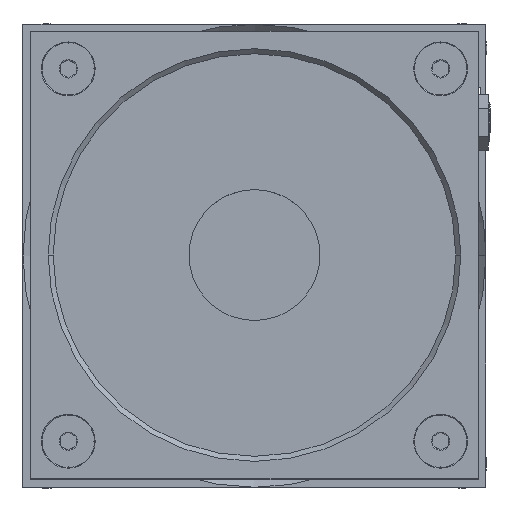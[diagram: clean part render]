
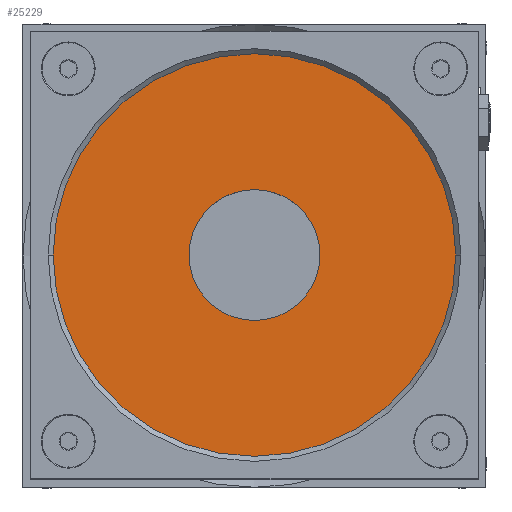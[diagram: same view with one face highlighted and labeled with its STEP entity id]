
A CAD part, top view. The second image highlights one B-rep face of the part: STEP entity #25229.
In plain terms, the highlighted planar face has unit normal (0, 0, 1).
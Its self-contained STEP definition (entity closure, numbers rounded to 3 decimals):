
#2954 = AXIS2_PLACEMENT_3D ( 'NONE', #109352, #54629, #62242 ) ;
#7178 = EDGE_CURVE ( 'NONE', #76255, #57513, #7220, .T. ) ;
#7220 = CIRCLE ( 'NONE', #95959, 40. ) ;
#9110 = DIRECTION ( 'NONE',  ( 0., 0., 1. ) ) ;
#9446 = DIRECTION ( 'NONE',  ( 0., 0., 1. ) ) ;
#10077 = CIRCLE ( 'NONE', #79043, 13.005 ) ;
#11776 = VERTEX_POINT ( 'NONE', #35216 ) ;
#17859 = DIRECTION ( 'NONE',  ( 1., 0., 0. ) ) ;
#25229 = ADVANCED_FACE ( 'NONE', ( #34178, #58459 ), #36336, .T. ) ;
#25433 = DIRECTION ( 'NONE',  ( 0., 0., 1. ) ) ;
#28186 = CARTESIAN_POINT ( 'NONE',  ( 13.808, 26.937, 171.635 ) ) ;
#29657 = EDGE_CURVE ( 'NONE', #11776, #79586, #10077, .T. ) ;
#34178 = FACE_BOUND ( 'NONE', #52441, .T. ) ;
#35001 = DIRECTION ( 'NONE',  ( 1., 0., 0. ) ) ;
#35216 = CARTESIAN_POINT ( 'NONE',  ( 0.803, 26.937, 171.635 ) ) ;
#36336 = PLANE ( 'NONE',  #2954 ) ;
#37032 = EDGE_CURVE ( 'NONE', #79586, #11776, #101854, .T. ) ;
#41107 = ORIENTED_EDGE ( 'NONE', *, *, #29657, .F. ) ;
#41461 = DIRECTION ( 'NONE',  ( 1., 0., 0. ) ) ;
#43030 = AXIS2_PLACEMENT_3D ( 'NONE', #28186, #9110, #17859 ) ;
#44273 = ORIENTED_EDGE ( 'NONE', *, *, #37032, .F. ) ;
#46010 = AXIS2_PLACEMENT_3D ( 'NONE', #110357, #9446, #81537 ) ;
#52441 = EDGE_LOOP ( 'NONE', ( #41107, #44273 ) ) ;
#53334 = CARTESIAN_POINT ( 'NONE',  ( 53.808, 26.937, 171.635 ) ) ;
#54629 = DIRECTION ( 'NONE',  ( 0., 0., 1. ) ) ;
#57513 = VERTEX_POINT ( 'NONE', #99493 ) ;
#58459 = FACE_OUTER_BOUND ( 'NONE', #87066, .T. ) ;
#62242 = DIRECTION ( 'NONE',  ( 1., 0., 0. ) ) ;
#71648 = CARTESIAN_POINT ( 'NONE',  ( 13.808, 26.937, 171.635 ) ) ;
#76255 = VERTEX_POINT ( 'NONE', #53334 ) ;
#79043 = AXIS2_PLACEMENT_3D ( 'NONE', #112150, #86137, #41461 ) ;
#79586 = VERTEX_POINT ( 'NONE', #98784 ) ;
#81537 = DIRECTION ( 'NONE',  ( 1., 0., 0. ) ) ;
#86137 = DIRECTION ( 'NONE',  ( 0., 0., 1. ) ) ;
#86284 = ORIENTED_EDGE ( 'NONE', *, *, #117380, .T. ) ;
#87066 = EDGE_LOOP ( 'NONE', ( #98261, #86284 ) ) ;
#91547 = CIRCLE ( 'NONE', #43030, 40. ) ;
#95959 = AXIS2_PLACEMENT_3D ( 'NONE', #71648, #25433, #35001 ) ;
#98261 = ORIENTED_EDGE ( 'NONE', *, *, #7178, .T. ) ;
#98784 = CARTESIAN_POINT ( 'NONE',  ( 26.813, 26.937, 171.635 ) ) ;
#99493 = CARTESIAN_POINT ( 'NONE',  ( -26.192, 26.937, 171.635 ) ) ;
#101854 = CIRCLE ( 'NONE', #46010, 13.005 ) ;
#109352 = CARTESIAN_POINT ( 'NONE',  ( 13.808, 26.937, 171.635 ) ) ;
#110357 = CARTESIAN_POINT ( 'NONE',  ( 13.808, 26.937, 171.635 ) ) ;
#112150 = CARTESIAN_POINT ( 'NONE',  ( 13.808, 26.937, 171.635 ) ) ;
#117380 = EDGE_CURVE ( 'NONE', #57513, #76255, #91547, .T. ) ;
